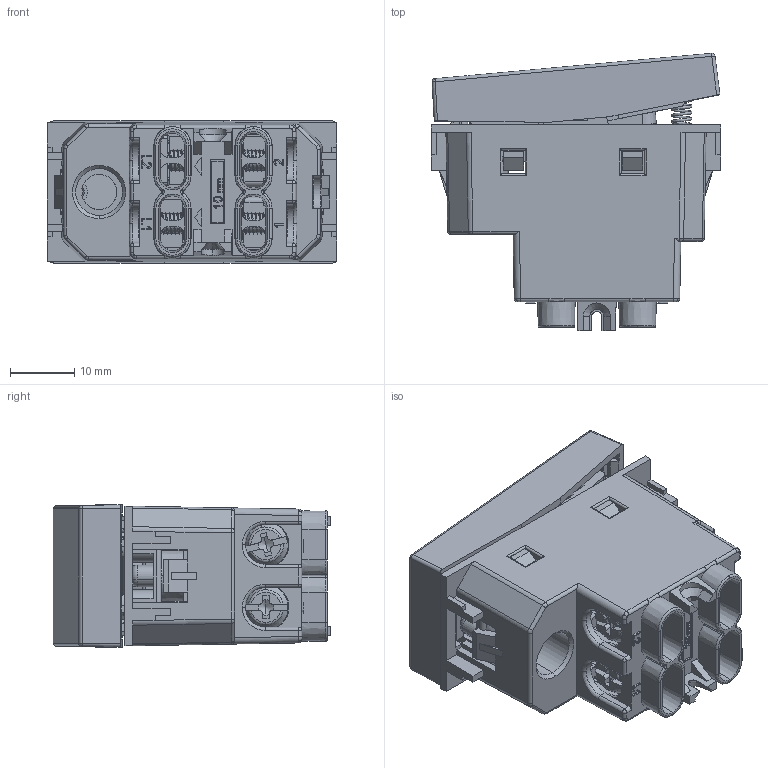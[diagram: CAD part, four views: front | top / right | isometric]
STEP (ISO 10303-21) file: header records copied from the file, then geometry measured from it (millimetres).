
FILE_DESCRIPTION (( 'STEP AP214' ), '1' );
FILE_NAME ('4BOX-REVERSING-SWITCH-MATIX-GO.STEP', '2024-08-23T01:20:52', ( '' ), ( '' ), 'SwSTEP 2.0', 'SolidWorks 2016', '' );
FILE_SCHEMA (( 'AUTOMOTIVE_DESIGN' ));
Length unit declared in the file: millimetre
Products named in the file (18): 4BOX换相开关弹簧支架-20181017; LK65雄揖萸; 4BOX遙砃羲壽粟銅; 4BOX-REVERSING-SWITCH-MATIX-GO; 4BOX遙眈羲壽揖萸褐2-20181015; 4BOX遙眈羲壽砎蝶菜-20240423; 羲壽賑聽-20181022; LK40207050-77; 4BOX遙眈羲壽唅聽-20181017; 4BOX遙眈羲壽揖萸褐1-20181015; 4BOX遙眈羲壽菁釱-Matix-GO-20230920; 4BOX遙砃賑聽粟銅; 4BOX遙眈羲壽啊裝-Matix-GO-20230920; 4BOX遙眈羲壽欂啣-Matix-GO-20230920; M3.5X6-20181105; 4BOX换相开关上盖-Matix-GO-20240424更新; MATIX-GO遙眈羲壽泐啣-202290922; 4BOX遙眈羲壽-盓殤褐2-20170817
Assembly tree (31 placements, depth 2):
  4BOX-REVERSING-SWITCH-MATIX-GO
    4BOX遙眈羲壽菁釱-Matix-GO-20230920
    4BOX换相开关上盖-Matix-GO-20240424更新
    4BOX遙眈羲壽啊裝-Matix-GO-20230920
    4BOX遙眈羲壽欂啣-Matix-GO-20230920
    MATIX-GO遙眈羲壽泐啣-202290922  x2
    羲壽賑聽-20181022  x2
    4BOX遙砃賑聽粟銅  x2
    4BOX遙眈羲壽唅聽-20181017
    4BOX换相开关弹簧支架-20181017
    4BOX遙砃羲壽粟銅
    4BOX遙眈羲壽揖萸褐1-20181015
    LK40207050-77  x4
    M3.5X6-20181105  x4
    4BOX遙眈羲壽揖萸褐2-20181015
    4BOX遙眈羲壽-盓殤褐2-20170817  x2
    LK65雄揖萸  x4
    4BOX遙眈羲壽砎蝶菜-20240423  x2
Bounding box: 45.21 x 43.26 x 22.22 mm (x, y, z)
Volume: 14990.1 mm3; surface area: 26843.6 mm2
Topology: 31 solids, 33 shells, 2699 faces, 7588 edges, 4940 vertices
Faces by surface type: plane 1714, cylinder 585, bspline 163, cone 142, torus 69, sphere 26
Entity records: 76300 total; most frequent: CARTESIAN_POINT 24432, ORIENTED_EDGE 11306, DIRECTION 9808, EDGE_CURVE 5653, LINE 4070, VECTOR 4070, VERTEX_POINT 3676, AXIS2_PLACEMENT_3D 2869
